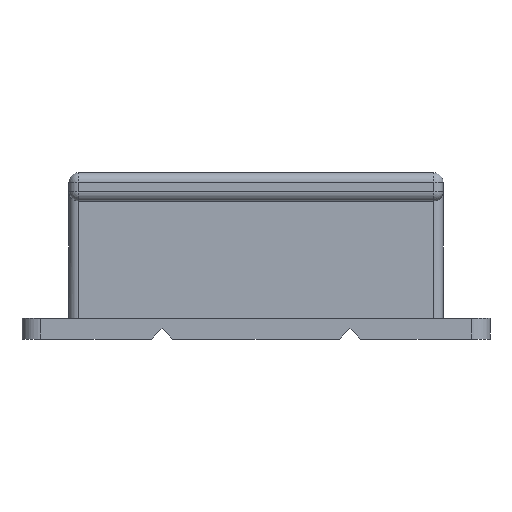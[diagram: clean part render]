
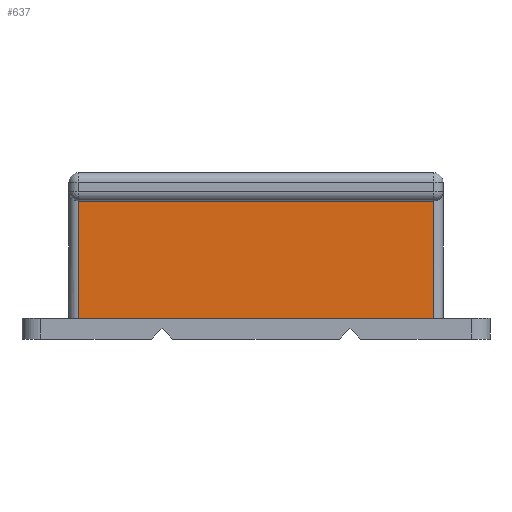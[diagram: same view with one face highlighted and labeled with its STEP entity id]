
A CAD part, front view. The second image highlights one B-rep face of the part: STEP entity #637.
In plain terms, the highlighted planar face has unit normal (0, -1, 0).
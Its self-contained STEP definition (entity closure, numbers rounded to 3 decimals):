
#13 = EDGE_CURVE ( 'NONE', #410, #724, #225, .T. ) ;
#99 = CARTESIAN_POINT ( 'NONE',  ( 43.8, 3., 17.7 ) ) ;
#120 = LINE ( 'NONE', #129, #551 ) ;
#129 = CARTESIAN_POINT ( 'NONE',  ( 5., 3., 2.2 ) ) ;
#149 = DIRECTION ( 'NONE',  ( -1., 0., 0. ) ) ;
#220 = CARTESIAN_POINT ( 'NONE',  ( 6., 3., 14.7 ) ) ;
#225 = LINE ( 'NONE', #610, #888 ) ;
#241 = DIRECTION ( 'NONE',  ( 1., 0., 0. ) ) ;
#242 = EDGE_LOOP ( 'NONE', ( #607, #747, #646, #296 ) ) ;
#260 = PLANE ( 'NONE',  #451 ) ;
#296 = ORIENTED_EDGE ( 'NONE', *, *, #1063, .T. ) ;
#311 = LINE ( 'NONE', #417, #963 ) ;
#400 = VECTOR ( 'NONE', #570, 1000. ) ;
#410 = VERTEX_POINT ( 'NONE', #220 ) ;
#417 = CARTESIAN_POINT ( 'NONE',  ( 6., 3., 17.7 ) ) ;
#451 = AXIS2_PLACEMENT_3D ( 'NONE', #1083, #738, #149 ) ;
#460 = LINE ( 'NONE', #99, #400 ) ;
#551 = VECTOR ( 'NONE', #974, 1000. ) ;
#570 = DIRECTION ( 'NONE',  ( 0., 0., 1. ) ) ;
#605 = FACE_OUTER_BOUND ( 'NONE', #242, .T. ) ;
#607 = ORIENTED_EDGE ( 'NONE', *, *, #767, .T. ) ;
#610 = CARTESIAN_POINT ( 'NONE',  ( 5., 3., 14.7 ) ) ;
#637 = ADVANCED_FACE ( 'NONE', ( #605 ), #260, .F. ) ;
#646 = ORIENTED_EDGE ( 'NONE', *, *, #13, .F. ) ;
#666 = VERTEX_POINT ( 'NONE', #1211 ) ;
#709 = DIRECTION ( 'NONE',  ( 0., 0., -1. ) ) ;
#724 = VERTEX_POINT ( 'NONE', #918 ) ;
#738 = DIRECTION ( 'NONE',  ( 0., 1., 0. ) ) ;
#747 = ORIENTED_EDGE ( 'NONE', *, *, #873, .T. ) ;
#767 = EDGE_CURVE ( 'NONE', #666, #824, #120, .T. ) ;
#824 = VERTEX_POINT ( 'NONE', #1175 ) ;
#873 = EDGE_CURVE ( 'NONE', #824, #724, #460, .T. ) ;
#888 = VECTOR ( 'NONE', #241, 1000. ) ;
#918 = CARTESIAN_POINT ( 'NONE',  ( 43.8, 3., 14.7 ) ) ;
#963 = VECTOR ( 'NONE', #709, 1000. ) ;
#974 = DIRECTION ( 'NONE',  ( 1., 0., 0. ) ) ;
#1063 = EDGE_CURVE ( 'NONE', #410, #666, #311, .T. ) ;
#1083 = CARTESIAN_POINT ( 'NONE',  ( 5., 3., 17.7 ) ) ;
#1175 = CARTESIAN_POINT ( 'NONE',  ( 43.8, 3., 2.2 ) ) ;
#1211 = CARTESIAN_POINT ( 'NONE',  ( 6., 3., 2.2 ) ) ;
